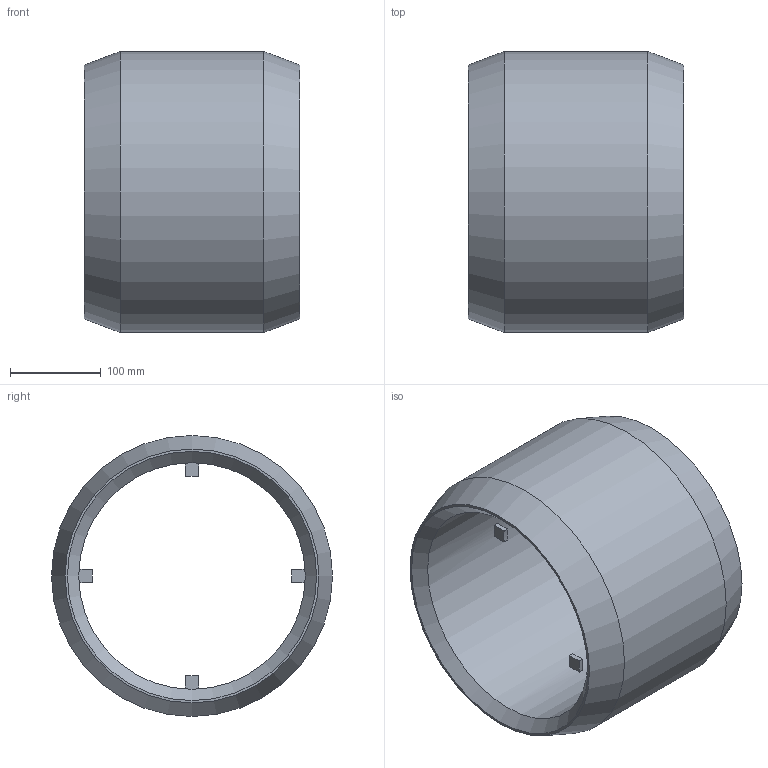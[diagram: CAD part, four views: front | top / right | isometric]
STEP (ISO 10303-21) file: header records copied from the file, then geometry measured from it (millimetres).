
FILE_DESCRIPTION(/* description */ ('PE E-Coupler, Ø250, SDR7,4/11/17/26'),/* implementation_level */ '2;1');
FILE_NAME(/* name */ 'MEL11-RC-250',/* time_stamp */ '2021-09-21T16:48:01+02:00',/* author */ ('COAB Solutions'),/* organization */ ('GPA Flowsystem'),/* preprocessor_version */ '',/* originating_system */ 'www.coabsolutions.com',/* authorisation */ '');
FILE_SCHEMA (('AUTOMOTIVE_DESIGN { 1 0 10303 214 3 1 1 }'));
Length unit declared in the file: millimetre
Products named in the file (1): MEL11-RC-250 SDR 26-7,4_5
Bounding box: 238 x 310 x 310 mm (x, y, z)
Volume: 5597591.7 mm3; surface area: 436337.2 mm2
Topology: 1 solids, 1 shells, 28 faces, 65 edges, 42 vertices
Faces by surface type: plane 18, cylinder 6, cone 4
Full cylindrical faces by diameter (mm): 250 x1, 310 x1
Entity records: 842 total; most frequent: DIRECTION 149, CARTESIAN_POINT 136, ORIENTED_EDGE 130, EDGE_CURVE 65, AXIS2_PLACEMENT_3D 55, VERTEX_POINT 42, LINE 39, VECTOR 39
